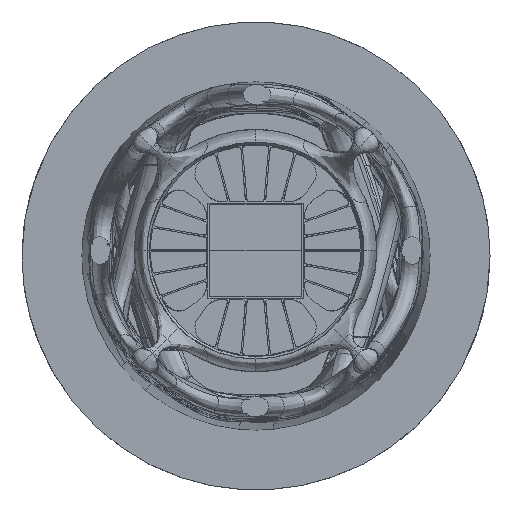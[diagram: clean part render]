
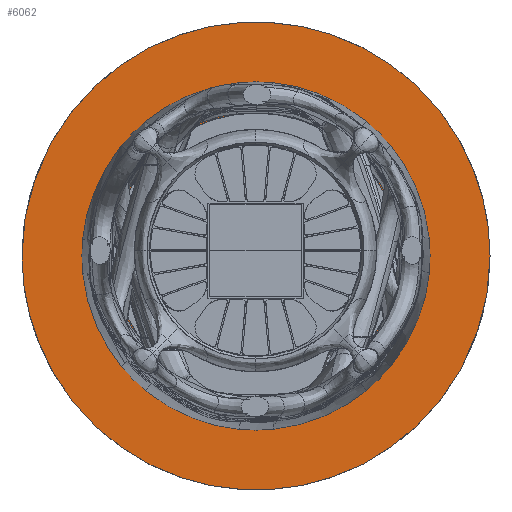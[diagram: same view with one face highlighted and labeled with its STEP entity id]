
A CAD part, top view. The second image highlights one B-rep face of the part: STEP entity #6062.
In plain terms, the highlighted planar face has unit normal (0, 0, 1).
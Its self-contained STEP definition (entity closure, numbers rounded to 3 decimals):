
#3710=(
BOUNDED_CURVE()
B_SPLINE_CURVE(2,(#257705,#257706,#257707,#257708,#257709),.UNSPECIFIED.,
.F.,.F.)
B_SPLINE_CURVE_WITH_KNOTS((3,2,3),(0.,219.754,439.509),
.UNSPECIFIED.)
CURVE()
GEOMETRIC_REPRESENTATION_ITEM()
RATIONAL_B_SPLINE_CURVE((1.,0.707,1.,0.707,1.))
REPRESENTATION_ITEM($)
);
#3713=(
BOUNDED_CURVE()
B_SPLINE_CURVE(2,(#257719,#257720,#257721,#257722,#257723),.UNSPECIFIED.,
.F.,.F.)
B_SPLINE_CURVE_WITH_KNOTS((3,2,3),(439.509,659.263,879.018),
.UNSPECIFIED.)
CURVE()
GEOMETRIC_REPRESENTATION_ITEM()
RATIONAL_B_SPLINE_CURVE((1.,0.707,1.,0.707,1.))
REPRESENTATION_ITEM($)
);
#6062=ADVANCED_FACE($,(#8188),#27397,.T.);
#8188=FACE_OUTER_BOUND($,#10374,.T.);
#10374=EDGE_LOOP($,(#19417,#19418));
#19417=ORIENTED_EDGE($,*,*,#24459,.F.);
#19418=ORIENTED_EDGE($,*,*,#24455,.F.);
#24455=EDGE_CURVE($,#27046,#27048,#3710,.T.);
#24459=EDGE_CURVE($,#27048,#27046,#3713,.T.);
#27046=VERTEX_POINT($,#257751);
#27048=VERTEX_POINT($,#257753);
#27397=PLANE($,#30620);
#30620=AXIS2_PLACEMENT_3D($,#257739,#30851,$);
#30851=DIRECTION($,(0.,0.,1.));
#257705=CARTESIAN_POINT($,(-2639.282,0.,-37.951));
#257706=CARTESIAN_POINT($,(-2639.282,-139.9,-37.951));
#257707=CARTESIAN_POINT($,(-2779.182,-139.9,-37.951));
#257708=CARTESIAN_POINT($,(-2919.082,-139.9,-37.951));
#257709=CARTESIAN_POINT($,(-2919.082,0.,-37.951));
#257719=CARTESIAN_POINT($,(-2919.082,0.,-37.951));
#257720=CARTESIAN_POINT($,(-2919.082,139.9,-37.951));
#257721=CARTESIAN_POINT($,(-2779.182,139.9,-37.951));
#257722=CARTESIAN_POINT($,(-2639.282,139.9,-37.951));
#257723=CARTESIAN_POINT($,(-2639.282,0.,-37.951));
#257739=CARTESIAN_POINT($,(-2919.082,-139.9,-37.951));
#257751=CARTESIAN_POINT($,(-2639.282,0.,-37.951));
#257753=CARTESIAN_POINT($,(-2919.082,0.,-37.951));
